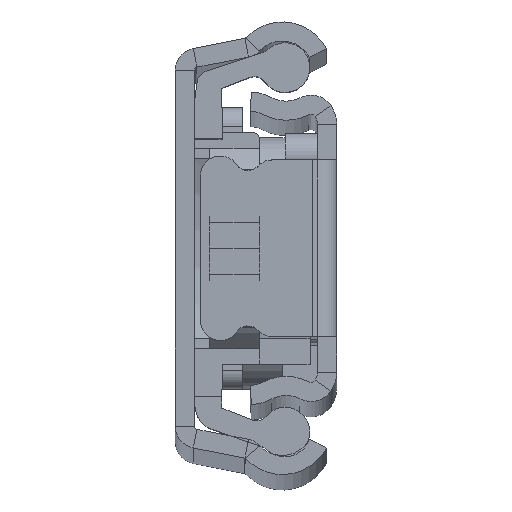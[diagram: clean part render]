
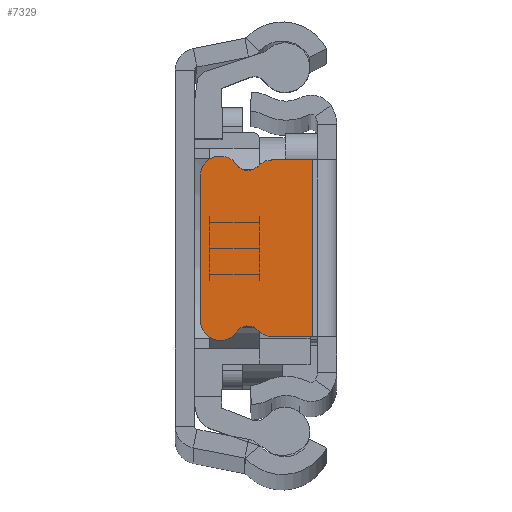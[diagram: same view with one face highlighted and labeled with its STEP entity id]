
A CAD part, top view. The second image highlights one B-rep face of the part: STEP entity #7329.
In plain terms, the highlighted planar face has unit normal (0, 0, 1).
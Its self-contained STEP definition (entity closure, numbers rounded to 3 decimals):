
#2 = CARTESIAN_POINT ( 'NONE',  ( -9.14, 5.75, 0. ) ) ;
#106 = CARTESIAN_POINT ( 'NONE',  ( -5.078, 6.95, 0. ) ) ;
#330 = EDGE_CURVE ( 'NONE', #11639, #7671, #627, .T. ) ;
#509 = LINE ( 'NONE', #11710, #2438 ) ;
#627 = CIRCLE ( 'NONE', #15755, 1.5 ) ;
#662 = CARTESIAN_POINT ( 'NONE',  ( -6.99, 7.212, 0. ) ) ;
#688 = EDGE_CURVE ( 'NONE', #15097, #5869, #7276, .T. ) ;
#697 = EDGE_CURVE ( 'NONE', #8447, #11639, #3372, .T. ) ;
#729 = DIRECTION ( 'NONE',  ( 0., 1., 0. ) ) ;
#758 = CARTESIAN_POINT ( 'NONE',  ( -1.9, -7.25, 0. ) ) ;
#841 = DIRECTION ( 'NONE',  ( 0., 1., 0. ) ) ;
#993 = VECTOR ( 'NONE', #10104, 1000. ) ;
#1294 = CIRCLE ( 'NONE', #7523, 1.5 ) ;
#1323 = DIRECTION ( 'NONE',  ( 0., 0., -1. ) ) ;
#1511 = ORIENTED_EDGE ( 'NONE', *, *, #2838, .T. ) ;
#1570 = AXIS2_PLACEMENT_3D ( 'NONE', #2, #4984, #9971 ) ;
#1594 = VERTEX_POINT ( 'NONE', #8101 ) ;
#1624 = DIRECTION ( 'NONE',  ( -1., 0., 0. ) ) ;
#1657 = ORIENTED_EDGE ( 'NONE', *, *, #10818, .T. ) ;
#1736 = CARTESIAN_POINT ( 'NONE',  ( -5.078, -6.95, 0. ) ) ;
#1879 = CARTESIAN_POINT ( 'NONE',  ( -9.2, 5.75, 0. ) ) ;
#1927 = CARTESIAN_POINT ( 'NONE',  ( -6.99, 6.112, 0. ) ) ;
#2352 = EDGE_CURVE ( 'NONE', #7671, #16103, #11986, .T. ) ;
#2438 = VECTOR ( 'NONE', #8077, 1000. ) ;
#2457 = CARTESIAN_POINT ( 'NONE',  ( -7.9, 6.593, 0. ) ) ;
#2621 = ORIENTED_EDGE ( 'NONE', *, *, #330, .T. ) ;
#2638 = DIRECTION ( 'NONE',  ( 0., 1., 0. ) ) ;
#2720 = CARTESIAN_POINT ( 'NONE',  ( -6.181, -6.467, 0. ) ) ;
#2838 = EDGE_CURVE ( 'NONE', #14975, #2995, #8514, .T. ) ;
#2995 = VERTEX_POINT ( 'NONE', #7689 ) ;
#3233 = CARTESIAN_POINT ( 'NONE',  ( 0., -7.25, 0. ) ) ;
#3372 = CIRCLE ( 'NONE', #6751, 1.1 ) ;
#3394 = EDGE_CURVE ( 'NONE', #12846, #15097, #12035, .T. ) ;
#3406 = ORIENTED_EDGE ( 'NONE', *, *, #11211, .T. ) ;
#3442 = FACE_OUTER_BOUND ( 'NONE', #6104, .T. ) ;
#3565 = ORIENTED_EDGE ( 'NONE', *, *, #688, .T. ) ;
#3679 = ORIENTED_EDGE ( 'NONE', *, *, #9697, .T. ) ;
#3692 = CARTESIAN_POINT ( 'NONE',  ( -6.99, 7.212, 0. ) ) ;
#3780 = DIRECTION ( 'NONE',  ( 0., 0., -1. ) ) ;
#3792 = CARTESIAN_POINT ( 'NONE',  ( -10.7, 5.75, 0. ) ) ;
#3963 = AXIS2_PLACEMENT_3D ( 'NONE', #3692, #1323, #15044 ) ;
#4079 = LINE ( 'NONE', #13959, #10017 ) ;
#4235 = AXIS2_PLACEMENT_3D ( 'NONE', #8573, #5821, #4604 ) ;
#4263 = DIRECTION ( 'NONE',  ( -1., 0., 0. ) ) ;
#4395 = ORIENTED_EDGE ( 'NONE', *, *, #2352, .T. ) ;
#4453 = ORIENTED_EDGE ( 'NONE', *, *, #10856, .T. ) ;
#4604 = DIRECTION ( 'NONE',  ( -1., 0., 0. ) ) ;
#4644 = DIRECTION ( 'NONE',  ( 1., 0., 0. ) ) ;
#4735 = VERTEX_POINT ( 'NONE', #13226 ) ;
#4984 = DIRECTION ( 'NONE',  ( 0., 0., 1. ) ) ;
#5268 = ORIENTED_EDGE ( 'NONE', *, *, #3394, .T. ) ;
#5413 = EDGE_CURVE ( 'NONE', #5869, #1594, #7778, .T. ) ;
#5628 = DIRECTION ( 'NONE',  ( 0., 0., -1. ) ) ;
#5646 = DIRECTION ( 'NONE',  ( 0., -1., 0. ) ) ;
#5768 = CIRCLE ( 'NONE', #7800, 1.5 ) ;
#5769 = CARTESIAN_POINT ( 'NONE',  ( 0., -6.95, 0. ) ) ;
#5821 = DIRECTION ( 'NONE',  ( 0., 0., -1. ) ) ;
#5869 = VERTEX_POINT ( 'NONE', #7668 ) ;
#5875 = CARTESIAN_POINT ( 'NONE',  ( -9.2, -5.75, 0. ) ) ;
#5928 = CIRCLE ( 'NONE', #7228, 1.5 ) ;
#6084 = CARTESIAN_POINT ( 'NONE',  ( -1.9, -6.95, 0. ) ) ;
#6104 = EDGE_LOOP ( 'NONE', ( #4395, #6261, #15218, #9271, #3679, #5268, #3565, #15579, #4453, #11149, #1657, #1511, #3406, #8916, #2621 ) ) ;
#6197 = CIRCLE ( 'NONE', #14284, 1.5 ) ;
#6261 = ORIENTED_EDGE ( 'NONE', *, *, #8068, .F. ) ;
#6751 = AXIS2_PLACEMENT_3D ( 'NONE', #14959, #3780, #13726 ) ;
#6832 = AXIS2_PLACEMENT_3D ( 'NONE', #662, #5628, #10619 ) ;
#6850 = DIRECTION ( 'NONE',  ( 0., 0., 1. ) ) ;
#7033 = PLANE ( 'NONE',  #4235 ) ;
#7102 = VECTOR ( 'NONE', #5646, 1000. ) ;
#7228 = AXIS2_PLACEMENT_3D ( 'NONE', #1879, #6850, #11860 ) ;
#7276 = CIRCLE ( 'NONE', #1570, 1.5 ) ;
#7329 = ADVANCED_FACE ( 'NONE', ( #3442 ), #7033, .F. ) ;
#7513 = VERTEX_POINT ( 'NONE', #106 ) ;
#7523 = AXIS2_PLACEMENT_3D ( 'NONE', #11844, #9294, #729 ) ;
#7668 = CARTESIAN_POINT ( 'NONE',  ( -9.14, 7.25, 0. ) ) ;
#7671 = VERTEX_POINT ( 'NONE', #1736 ) ;
#7689 = CARTESIAN_POINT ( 'NONE',  ( -9.14, -7.25, 0. ) ) ;
#7778 = LINE ( 'NONE', #12475, #993 ) ;
#7800 = AXIS2_PLACEMENT_3D ( 'NONE', #13831, #9166, #2638 ) ;
#8031 = EDGE_CURVE ( 'NONE', #14564, #13576, #509, .T. ) ;
#8068 = EDGE_CURVE ( 'NONE', #11582, #16103, #9411, .T. ) ;
#8073 = CARTESIAN_POINT ( 'NONE',  ( -5.078, -5.45, 0. ) ) ;
#8077 = DIRECTION ( 'NONE',  ( 0., -1., 0. ) ) ;
#8101 = CARTESIAN_POINT ( 'NONE',  ( -9.2, 7.25, 0. ) ) ;
#8262 = EDGE_CURVE ( 'NONE', #11582, #7513, #4079, .T. ) ;
#8447 = VERTEX_POINT ( 'NONE', #15004 ) ;
#8514 = LINE ( 'NONE', #3233, #13590 ) ;
#8573 = CARTESIAN_POINT ( 'NONE',  ( 0., 0., 0. ) ) ;
#8916 = ORIENTED_EDGE ( 'NONE', *, *, #697, .T. ) ;
#9166 = DIRECTION ( 'NONE',  ( 0., 0., 1. ) ) ;
#9184 = CIRCLE ( 'NONE', #6832, 1.1 ) ;
#9271 = ORIENTED_EDGE ( 'NONE', *, *, #11817, .T. ) ;
#9294 = DIRECTION ( 'NONE',  ( 0., 0., 1. ) ) ;
#9359 = CARTESIAN_POINT ( 'NONE',  ( -1.9, 6.95, 0. ) ) ;
#9411 = LINE ( 'NONE', #758, #7102 ) ;
#9697 = EDGE_CURVE ( 'NONE', #4735, #12846, #9184, .T. ) ;
#9971 = DIRECTION ( 'NONE',  ( 0., 1., 0. ) ) ;
#10017 = VECTOR ( 'NONE', #1624, 1000. ) ;
#10104 = DIRECTION ( 'NONE',  ( -1., 0., 0. ) ) ;
#10619 = DIRECTION ( 'NONE',  ( 0., -1., 0. ) ) ;
#10715 = DIRECTION ( 'NONE',  ( 0., 0., 1. ) ) ;
#10818 = EDGE_CURVE ( 'NONE', #13576, #14975, #6197, .T. ) ;
#10856 = EDGE_CURVE ( 'NONE', #1594, #14564, #5928, .T. ) ;
#10863 = DIRECTION ( 'NONE',  ( 0., 0., 1. ) ) ;
#11149 = ORIENTED_EDGE ( 'NONE', *, *, #8031, .T. ) ;
#11198 = CARTESIAN_POINT ( 'NONE',  ( -9.2, -7.25, 0. ) ) ;
#11211 = EDGE_CURVE ( 'NONE', #2995, #8447, #1294, .T. ) ;
#11582 = VERTEX_POINT ( 'NONE', #9359 ) ;
#11639 = VERTEX_POINT ( 'NONE', #2720 ) ;
#11710 = CARTESIAN_POINT ( 'NONE',  ( -10.7, 0., 0. ) ) ;
#11817 = EDGE_CURVE ( 'NONE', #7513, #4735, #5768, .T. ) ;
#11844 = CARTESIAN_POINT ( 'NONE',  ( -9.14, -5.75, 0. ) ) ;
#11860 = DIRECTION ( 'NONE',  ( -1., 0., 0. ) ) ;
#11986 = LINE ( 'NONE', #5769, #15403 ) ;
#12035 = CIRCLE ( 'NONE', #3963, 1.1 ) ;
#12475 = CARTESIAN_POINT ( 'NONE',  ( 0., 7.25, 0. ) ) ;
#12675 = CARTESIAN_POINT ( 'NONE',  ( -10.7, -5.75, 0. ) ) ;
#12846 = VERTEX_POINT ( 'NONE', #1927 ) ;
#13226 = CARTESIAN_POINT ( 'NONE',  ( -6.181, 6.467, 0. ) ) ;
#13508 = DIRECTION ( 'NONE',  ( 1., 0., 0. ) ) ;
#13576 = VERTEX_POINT ( 'NONE', #12675 ) ;
#13590 = VECTOR ( 'NONE', #13508, 1000. ) ;
#13726 = DIRECTION ( 'NONE',  ( 0., -1., 0. ) ) ;
#13831 = CARTESIAN_POINT ( 'NONE',  ( -5.078, 5.45, 0. ) ) ;
#13959 = CARTESIAN_POINT ( 'NONE',  ( 1.206, 6.95, 0. ) ) ;
#14284 = AXIS2_PLACEMENT_3D ( 'NONE', #5875, #10863, #4263 ) ;
#14564 = VERTEX_POINT ( 'NONE', #3792 ) ;
#14959 = CARTESIAN_POINT ( 'NONE',  ( -6.99, -7.212, 0. ) ) ;
#14975 = VERTEX_POINT ( 'NONE', #11198 ) ;
#15004 = CARTESIAN_POINT ( 'NONE',  ( -7.9, -6.593, 0. ) ) ;
#15044 = DIRECTION ( 'NONE',  ( 0., -1., 0. ) ) ;
#15097 = VERTEX_POINT ( 'NONE', #2457 ) ;
#15218 = ORIENTED_EDGE ( 'NONE', *, *, #8262, .T. ) ;
#15403 = VECTOR ( 'NONE', #4644, 1000. ) ;
#15579 = ORIENTED_EDGE ( 'NONE', *, *, #5413, .T. ) ;
#15755 = AXIS2_PLACEMENT_3D ( 'NONE', #8073, #10715, #841 ) ;
#16103 = VERTEX_POINT ( 'NONE', #6084 ) ;
